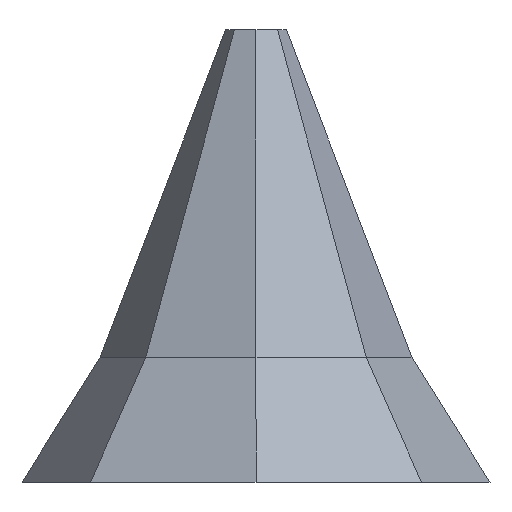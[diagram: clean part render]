
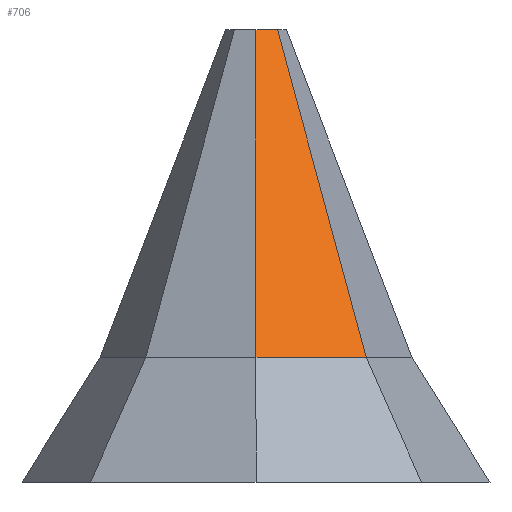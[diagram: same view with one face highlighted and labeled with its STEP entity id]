
A CAD part, front view. The second image highlights one B-rep face of the part: STEP entity #706.
In plain terms, the highlighted planar face has unit normal (0.361, -0.871, 0.334).
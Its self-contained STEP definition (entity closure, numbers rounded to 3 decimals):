
#42=FACE_OUTER_BOUND('',#85,.T.);
#85=EDGE_LOOP('',(#559,#560,#561,#562));
#159=LINE('',#1077,#255);
#167=LINE('',#1094,#263);
#168=LINE('',#1095,#264);
#169=LINE('',#1096,#265);
#255=VECTOR('',#887,10.);
#263=VECTOR('',#897,10.);
#264=VECTOR('',#898,10.);
#265=VECTOR('',#899,10.);
#327=VERTEX_POINT('',#1075);
#328=VERTEX_POINT('',#1076);
#335=VERTEX_POINT('',#1092);
#336=VERTEX_POINT('',#1093);
#407=EDGE_CURVE('',#327,#328,#159,.T.);
#415=EDGE_CURVE('',#335,#336,#167,.T.);
#416=EDGE_CURVE('',#336,#327,#168,.T.);
#417=EDGE_CURVE('',#335,#328,#169,.T.);
#559=ORIENTED_EDGE('',*,*,#415,.T.);
#560=ORIENTED_EDGE('',*,*,#416,.T.);
#561=ORIENTED_EDGE('',*,*,#407,.T.);
#562=ORIENTED_EDGE('',*,*,#417,.F.);
#664=PLANE('',#762);
#706=ADVANCED_FACE('',(#42),#664,.F.);
#762=AXIS2_PLACEMENT_3D('',#1091,#895,#896);
#887=DIRECTION('',(-0.924,-0.383,0.));
#895=DIRECTION('center_axis',(-0.361,0.871,-0.334));
#896=DIRECTION('ref_axis',(0.,0.358,0.934));
#897=DIRECTION('',(0.924,0.383,0.));
#898=DIRECTION('',(-0.253,0.253,0.934));
#899=DIRECTION('',(0.,0.358,0.934));
#1075=CARTESIAN_POINT('',(6.888,-6.888,145.));
#1076=CARTESIAN_POINT('',(0.,-9.742,145.));
#1077=CARTESIAN_POINT('',(0.,-9.742,145.));
#1091=CARTESIAN_POINT('Origin',(35.355,-35.355,40.));
#1092=CARTESIAN_POINT('',(0.,-50.,40.));
#1093=CARTESIAN_POINT('',(35.355,-35.355,40.));
#1094=CARTESIAN_POINT('',(0.,-50.,40.));
#1095=CARTESIAN_POINT('',(35.355,-35.355,40.));
#1096=CARTESIAN_POINT('',(0.,-50.,40.));
